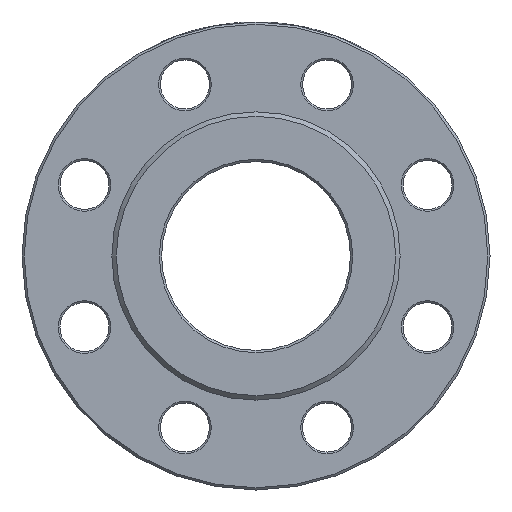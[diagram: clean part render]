
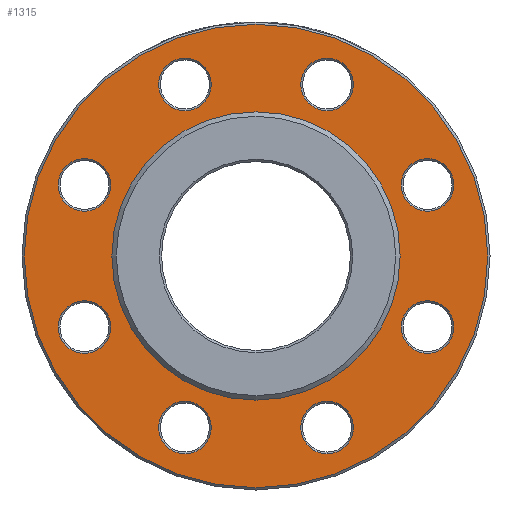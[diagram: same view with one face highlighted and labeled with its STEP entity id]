
A CAD part, left-side view. The second image highlights one B-rep face of the part: STEP entity #1315.
In plain terms, the highlighted planar face has unit normal (-1, 0, 0).
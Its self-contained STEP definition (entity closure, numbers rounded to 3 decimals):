
#1 = EDGE_CURVE ( 'NONE', #6139, #6139, #353, .T. ) ;
#29 = DIRECTION ( 'NONE',  ( 1., 0., 0. ) ) ;
#61 = FACE_BOUND ( 'NONE', #5791, .T. ) ;
#205 = AXIS2_PLACEMENT_3D ( 'NONE', #3239, #2625, #5770 ) ;
#312 = CARTESIAN_POINT ( 'NONE',  ( 3., 47.835, -115.485 ) ) ;
#327 = VERTEX_POINT ( 'NONE', #4205 ) ;
#353 = CIRCLE ( 'NONE', #5268, 17.7 ) ;
#406 = DIRECTION ( 'NONE',  ( 0., 0., -1. ) ) ;
#451 = ORIENTED_EDGE ( 'NONE', *, *, #937, .F. ) ;
#492 = VERTEX_POINT ( 'NONE', #2808 ) ;
#568 = CARTESIAN_POINT ( 'NONE',  ( 3., -115.485, 47.835 ) ) ;
#818 = DIRECTION ( 'NONE',  ( 1., 0., 0. ) ) ;
#833 = AXIS2_PLACEMENT_3D ( 'NONE', #568, #3581, #1985 ) ;
#847 = DIRECTION ( 'NONE',  ( 0., 0., 1. ) ) ;
#871 = ORIENTED_EDGE ( 'NONE', *, *, #6308, .T. ) ;
#937 = EDGE_CURVE ( 'NONE', #1743, #1743, #3002, .T. ) ;
#959 = EDGE_LOOP ( 'NONE', ( #4356 ) ) ;
#1026 = EDGE_LOOP ( 'NONE', ( #2726 ) ) ;
#1029 = EDGE_LOOP ( 'NONE', ( #451 ) ) ;
#1107 = FACE_BOUND ( 'NONE', #5810, .T. ) ;
#1193 = CARTESIAN_POINT ( 'NONE',  ( 3., 35.32, -128.001 ) ) ;
#1213 = DIRECTION ( 'NONE',  ( 0., 0., -1. ) ) ;
#1234 = DIRECTION ( 'NONE',  ( 0., -0.707, 0.707 ) ) ;
#1284 = CARTESIAN_POINT ( 'NONE',  ( 3., 47.835, 115.485 ) ) ;
#1315 = ADVANCED_FACE ( 'NONE', ( #5443, #3468, #4472, #4445, #1107, #61, #5474, #4924, #2046, #3526 ), #4062, .F. ) ;
#1365 = EDGE_CURVE ( 'NONE', #5593, #5593, #4215, .T. ) ;
#1452 = CARTESIAN_POINT ( 'NONE',  ( 3., -35.32, 128.001 ) ) ;
#1489 = ORIENTED_EDGE ( 'NONE', *, *, #3385, .T. ) ;
#1605 = EDGE_LOOP ( 'NONE', ( #871 ) ) ;
#1651 = VERTEX_POINT ( 'NONE', #3701 ) ;
#1743 = VERTEX_POINT ( 'NONE', #2225 ) ;
#1791 = DIRECTION ( 'NONE',  ( 1., 0., 0. ) ) ;
#1850 = CIRCLE ( 'NONE', #205, 17.7 ) ;
#1985 = DIRECTION ( 'NONE',  ( 0., 0., 1. ) ) ;
#2014 = DIRECTION ( 'NONE',  ( 0., 0., -1. ) ) ;
#2046 = FACE_OUTER_BOUND ( 'NONE', #5494, .T. ) ;
#2121 = CIRCLE ( 'NONE', #3158, 17.7 ) ;
#2158 = AXIS2_PLACEMENT_3D ( 'NONE', #5284, #818, #3848 ) ;
#2225 = CARTESIAN_POINT ( 'NONE',  ( 3., 0., 97. ) ) ;
#2270 = EDGE_CURVE ( 'NONE', #327, #327, #6212, .T. ) ;
#2289 = DIRECTION ( 'NONE',  ( 0., 1., 0. ) ) ;
#2320 = ORIENTED_EDGE ( 'NONE', *, *, #2270, .T. ) ;
#2366 = DIRECTION ( 'NONE',  ( -1., 0., 0. ) ) ;
#2508 = ORIENTED_EDGE ( 'NONE', *, *, #4343, .T. ) ;
#2510 = ORIENTED_EDGE ( 'NONE', *, *, #1365, .T. ) ;
#2573 = DIRECTION ( 'NONE',  ( -1., 0., 0. ) ) ;
#2625 = DIRECTION ( 'NONE',  ( 1., 0., 0. ) ) ;
#2645 = VERTEX_POINT ( 'NONE', #4172 ) ;
#2694 = CARTESIAN_POINT ( 'NONE',  ( 3., -115.485, -47.835 ) ) ;
#2726 = ORIENTED_EDGE ( 'NONE', *, *, #3958, .T. ) ;
#2738 = AXIS2_PLACEMENT_3D ( 'NONE', #3859, #2573, #1213 ) ;
#2764 = ORIENTED_EDGE ( 'NONE', *, *, #5771, .T. ) ;
#2808 = CARTESIAN_POINT ( 'NONE',  ( 3., 65.535, 115.485 ) ) ;
#2821 = CARTESIAN_POINT ( 'NONE',  ( 3., 0., 0. ) ) ;
#2899 = EDGE_LOOP ( 'NONE', ( #2764 ) ) ;
#2900 = AXIS2_PLACEMENT_3D ( 'NONE', #4410, #29, #2014 ) ;
#2906 = CARTESIAN_POINT ( 'NONE',  ( 3., -65.535, -115.485 ) ) ;
#2929 = EDGE_LOOP ( 'NONE', ( #2510 ) ) ;
#3002 = CIRCLE ( 'NONE', #4114, 97. ) ;
#3138 = DIRECTION ( 'NONE',  ( 1., 0., 0. ) ) ;
#3150 = DIRECTION ( 'NONE',  ( 0., -0.707, -0.707 ) ) ;
#3158 = AXIS2_PLACEMENT_3D ( 'NONE', #1284, #4118, #2289 ) ;
#3192 = CIRCLE ( 'NONE', #2158, 17.7 ) ;
#3239 = CARTESIAN_POINT ( 'NONE',  ( 3., 115.485, 47.835 ) ) ;
#3376 = AXIS2_PLACEMENT_3D ( 'NONE', #5168, #6138, #406 ) ;
#3385 = EDGE_CURVE ( 'NONE', #2645, #2645, #4824, .T. ) ;
#3425 = EDGE_CURVE ( 'NONE', #1651, #1651, #1850, .T. ) ;
#3468 = FACE_BOUND ( 'NONE', #1605, .T. ) ;
#3526 = FACE_BOUND ( 'NONE', #1029, .T. ) ;
#3581 = DIRECTION ( 'NONE',  ( 1., 0., 0. ) ) ;
#3604 = AXIS2_PLACEMENT_3D ( 'NONE', #2694, #3713, #1234 ) ;
#3701 = CARTESIAN_POINT ( 'NONE',  ( 3., 128.001, 35.32 ) ) ;
#3713 = DIRECTION ( 'NONE',  ( 1., 0., 0. ) ) ;
#3848 = DIRECTION ( 'NONE',  ( 0., 0.707, 0.707 ) ) ;
#3859 = CARTESIAN_POINT ( 'NONE',  ( 3., 0., 0. ) ) ;
#3898 = VERTEX_POINT ( 'NONE', #2906 ) ;
#3958 = EDGE_CURVE ( 'NONE', #4842, #4842, #6125, .T. ) ;
#4062 = PLANE ( 'NONE',  #2900 ) ;
#4114 = AXIS2_PLACEMENT_3D ( 'NONE', #2821, #2366, #847 ) ;
#4118 = DIRECTION ( 'NONE',  ( 1., 0., 0. ) ) ;
#4169 = AXIS2_PLACEMENT_3D ( 'NONE', #4564, #3138, #5049 ) ;
#4172 = CARTESIAN_POINT ( 'NONE',  ( 3., -128.001, -35.32 ) ) ;
#4205 = CARTESIAN_POINT ( 'NONE',  ( 3., 0., -156. ) ) ;
#4215 = CIRCLE ( 'NONE', #833, 17.7 ) ;
#4343 = EDGE_CURVE ( 'NONE', #3898, #3898, #4897, .T. ) ;
#4356 = ORIENTED_EDGE ( 'NONE', *, *, #3425, .T. ) ;
#4410 = CARTESIAN_POINT ( 'NONE',  ( 3., 97., 0. ) ) ;
#4445 = FACE_BOUND ( 'NONE', #2929, .T. ) ;
#4472 = FACE_BOUND ( 'NONE', #2899, .T. ) ;
#4564 = CARTESIAN_POINT ( 'NONE',  ( 3., -47.835, -115.485 ) ) ;
#4824 = CIRCLE ( 'NONE', #3604, 17.7 ) ;
#4842 = VERTEX_POINT ( 'NONE', #5266 ) ;
#4897 = CIRCLE ( 'NONE', #4169, 17.7 ) ;
#4924 = FACE_BOUND ( 'NONE', #1026, .T. ) ;
#5049 = DIRECTION ( 'NONE',  ( 0., -1., 0. ) ) ;
#5168 = CARTESIAN_POINT ( 'NONE',  ( 3., 115.485, -47.835 ) ) ;
#5266 = CARTESIAN_POINT ( 'NONE',  ( 3., 115.485, -65.535 ) ) ;
#5268 = AXIS2_PLACEMENT_3D ( 'NONE', #312, #1791, #3150 ) ;
#5284 = CARTESIAN_POINT ( 'NONE',  ( 3., -47.835, 115.485 ) ) ;
#5443 = FACE_BOUND ( 'NONE', #959, .T. ) ;
#5474 = FACE_BOUND ( 'NONE', #5948, .T. ) ;
#5494 = EDGE_LOOP ( 'NONE', ( #2320 ) ) ;
#5593 = VERTEX_POINT ( 'NONE', #6075 ) ;
#5770 = DIRECTION ( 'NONE',  ( 0., 0.707, -0.707 ) ) ;
#5771 = EDGE_CURVE ( 'NONE', #6328, #6328, #3192, .T. ) ;
#5791 = EDGE_LOOP ( 'NONE', ( #2508 ) ) ;
#5810 = EDGE_LOOP ( 'NONE', ( #1489 ) ) ;
#5948 = EDGE_LOOP ( 'NONE', ( #6282 ) ) ;
#6075 = CARTESIAN_POINT ( 'NONE',  ( 3., -115.485, 65.535 ) ) ;
#6125 = CIRCLE ( 'NONE', #3376, 17.7 ) ;
#6138 = DIRECTION ( 'NONE',  ( 1., 0., 0. ) ) ;
#6139 = VERTEX_POINT ( 'NONE', #1193 ) ;
#6212 = CIRCLE ( 'NONE', #2738, 156. ) ;
#6282 = ORIENTED_EDGE ( 'NONE', *, *, #1, .T. ) ;
#6308 = EDGE_CURVE ( 'NONE', #492, #492, #2121, .T. ) ;
#6328 = VERTEX_POINT ( 'NONE', #1452 ) ;
